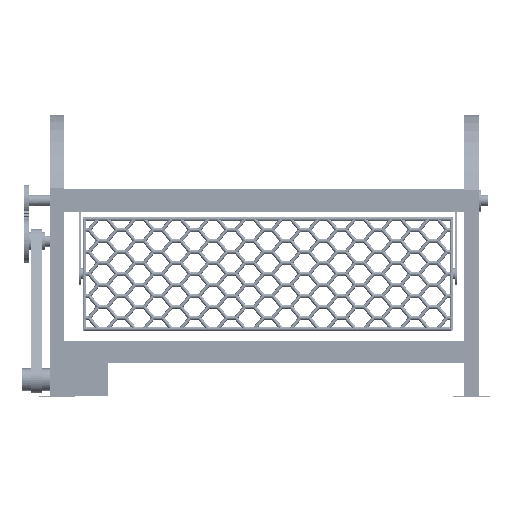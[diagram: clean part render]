
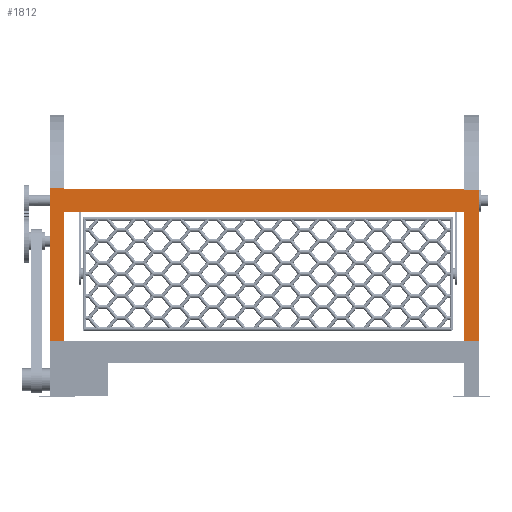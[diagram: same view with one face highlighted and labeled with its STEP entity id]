
A CAD part, front view. The second image highlights one B-rep face of the part: STEP entity #1812.
In plain terms, the highlighted free-form (B-spline) face has degree [1, 1] with [2, 2] control points.
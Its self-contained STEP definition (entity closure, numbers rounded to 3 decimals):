
#1379 = VERTEX_POINT('',#1380);
#1380 = CARTESIAN_POINT('',(-79.75,-21.387,
    -47.919));
#1516 = EDGE_CURVE('',#1517,#1519,#1521,.T.);
#1517 = VERTEX_POINT('',#1518);
#1518 = CARTESIAN_POINT('',(-79.75,-21.387,
    550.929));
#1519 = VERTEX_POINT('',#1520);
#1520 = CARTESIAN_POINT('',(-79.75,-21.387,
    555.226));
#1521 = B_SPLINE_CURVE_WITH_KNOTS('',1,(#1522,#1523),.UNSPECIFIED.,.F.,
  .F.,(2,2),(413.,415.963),.PIECEWISE_BEZIER_KNOTS.);
#1522 = CARTESIAN_POINT('',(-79.75,-21.387,
    550.929));
#1523 = CARTESIAN_POINT('',(-79.75,-21.387,
    555.226));
#1540 = VERTEX_POINT('',#1541);
#1541 = CARTESIAN_POINT('',(-79.75,-21.387,
    463.93));
#1546 = EDGE_CURVE('',#1379,#1540,#1547,.T.);
#1547 = B_SPLINE_CURVE_WITH_KNOTS('',1,(#1548,#1549),.UNSPECIFIED.,.F.,
  .F.,(2,2),(0.,353.),.PIECEWISE_BEZIER_KNOTS.);
#1548 = CARTESIAN_POINT('',(-79.75,-21.387,
    -47.919));
#1549 = CARTESIAN_POINT('',(-79.75,-21.387,
    463.93));
#1795 = VERTEX_POINT('',#1796);
#1796 = CARTESIAN_POINT('',(-137.75,-21.387,
    -47.919));
#1803 = EDGE_CURVE('',#1379,#1795,#1804,.T.);
#1804 = B_SPLINE_CURVE_WITH_KNOTS('',1,(#1805,#1806),.UNSPECIFIED.,.F.,
  .F.,(2,2),(0.,40.),.PIECEWISE_BEZIER_KNOTS.);
#1805 = CARTESIAN_POINT('',(-79.75,-21.387,
    -47.919));
#1806 = CARTESIAN_POINT('',(-137.75,-21.387,
    -47.919));
#1812 = ADVANCED_FACE('',(#1813),#1877,.T.);
#1813 = FACE_BOUND('',#1814,.T.);
#1814 = EDGE_LOOP('',(#1815,#1822,#1827,#1828,#1829,#1836,#1843,#1850,
    #1857,#1864,#1871,#1876));
#1815 = ORIENTED_EDGE('',*,*,#1816,.T.);
#1816 = EDGE_CURVE('',#1519,#1817,#1819,.T.);
#1817 = VERTEX_POINT('',#1818);
#1818 = CARTESIAN_POINT('',(-137.75,-21.387,
    555.226));
#1819 = B_SPLINE_CURVE_WITH_KNOTS('',1,(#1820,#1821),.UNSPECIFIED.,.F.,
  .F.,(2,2),(0.,40.),.PIECEWISE_BEZIER_KNOTS.);
#1820 = CARTESIAN_POINT('',(-79.75,-21.387,
    555.226));
#1821 = CARTESIAN_POINT('',(-137.75,-21.387,
    555.226));
#1822 = ORIENTED_EDGE('',*,*,#1823,.F.);
#1823 = EDGE_CURVE('',#1795,#1817,#1824,.T.);
#1824 = B_SPLINE_CURVE_WITH_KNOTS('',1,(#1825,#1826),.UNSPECIFIED.,.F.,
  .F.,(2,2),(-352.963,63.),.PIECEWISE_BEZIER_KNOTS.);
#1825 = CARTESIAN_POINT('',(-137.75,-21.387,
    -47.919));
#1826 = CARTESIAN_POINT('',(-137.75,-21.387,
    555.226));
#1827 = ORIENTED_EDGE('',*,*,#1803,.F.);
#1828 = ORIENTED_EDGE('',*,*,#1546,.T.);
#1829 = ORIENTED_EDGE('',*,*,#1830,.F.);
#1830 = EDGE_CURVE('',#1831,#1540,#1833,.T.);
#1831 = VERTEX_POINT('',#1832);
#1832 = CARTESIAN_POINT('',(1500.745,-21.387,
    463.93));
#1833 = B_SPLINE_CURVE_WITH_KNOTS('',1,(#1834,#1835),.UNSPECIFIED.,.F.,
  .F.,(2,2),(0.,1090.),.PIECEWISE_BEZIER_KNOTS.);
#1834 = CARTESIAN_POINT('',(1500.745,-21.387,
    463.93));
#1835 = CARTESIAN_POINT('',(-79.75,-21.387,
    463.93));
#1836 = ORIENTED_EDGE('',*,*,#1837,.F.);
#1837 = EDGE_CURVE('',#1838,#1831,#1840,.T.);
#1838 = VERTEX_POINT('',#1839);
#1839 = CARTESIAN_POINT('',(1500.745,-21.387,
    -47.919));
#1840 = B_SPLINE_CURVE_WITH_KNOTS('',1,(#1841,#1842),.UNSPECIFIED.,.F.,
  .F.,(2,2),(-352.963,0.037),
  .PIECEWISE_BEZIER_KNOTS.);
#1841 = CARTESIAN_POINT('',(1500.745,-21.387,
    -47.919));
#1842 = CARTESIAN_POINT('',(1500.745,-21.387,
    463.93));
#1843 = ORIENTED_EDGE('',*,*,#1844,.F.);
#1844 = EDGE_CURVE('',#1845,#1838,#1847,.T.);
#1845 = VERTEX_POINT('',#1846);
#1846 = CARTESIAN_POINT('',(1558.745,-21.387,
    -47.919));
#1847 = B_SPLINE_CURVE_WITH_KNOTS('',1,(#1848,#1849),.UNSPECIFIED.,.F.,
  .F.,(2,2),(0.,40.),.PIECEWISE_BEZIER_KNOTS.);
#1848 = CARTESIAN_POINT('',(1558.745,-21.387,
    -47.919));
#1849 = CARTESIAN_POINT('',(1500.745,-21.387,
    -47.919));
#1850 = ORIENTED_EDGE('',*,*,#1851,.T.);
#1851 = EDGE_CURVE('',#1845,#1852,#1854,.T.);
#1852 = VERTEX_POINT('',#1853);
#1853 = CARTESIAN_POINT('',(1558.745,-21.387,
    550.876));
#1854 = B_SPLINE_CURVE_WITH_KNOTS('',1,(#1855,#1856),.UNSPECIFIED.,.F.,
  .F.,(2,2),(0.,412.963),.PIECEWISE_BEZIER_KNOTS.);
#1855 = CARTESIAN_POINT('',(1558.745,-21.387,
    -47.919));
#1856 = CARTESIAN_POINT('',(1558.745,-21.387,
    550.876));
#1857 = ORIENTED_EDGE('',*,*,#1858,.T.);
#1858 = EDGE_CURVE('',#1852,#1859,#1861,.T.);
#1859 = VERTEX_POINT('',#1860);
#1860 = CARTESIAN_POINT('',(1500.745,-21.387,
    550.876));
#1861 = B_SPLINE_CURVE_WITH_KNOTS('',1,(#1862,#1863),.UNSPECIFIED.,.F.,
  .F.,(2,2),(0.,40.),.PIECEWISE_BEZIER_KNOTS.);
#1862 = CARTESIAN_POINT('',(1558.745,-21.387,
    550.876));
#1863 = CARTESIAN_POINT('',(1500.745,-21.387,
    550.876));
#1864 = ORIENTED_EDGE('',*,*,#1865,.T.);
#1865 = EDGE_CURVE('',#1859,#1866,#1868,.T.);
#1866 = VERTEX_POINT('',#1867);
#1867 = CARTESIAN_POINT('',(1500.745,-21.387,
    550.929));
#1868 = B_SPLINE_CURVE_WITH_KNOTS('',1,(#1869,#1870),.UNSPECIFIED.,.F.,
  .F.,(2,2),(59.963,60.),.PIECEWISE_BEZIER_KNOTS.);
#1869 = CARTESIAN_POINT('',(1500.745,-21.387,
    550.876));
#1870 = CARTESIAN_POINT('',(1500.745,-21.387,
    550.929));
#1871 = ORIENTED_EDGE('',*,*,#1872,.T.);
#1872 = EDGE_CURVE('',#1866,#1517,#1873,.T.);
#1873 = B_SPLINE_CURVE_WITH_KNOTS('',1,(#1874,#1875),.UNSPECIFIED.,.F.,
  .F.,(2,2),(0.,1090.),.PIECEWISE_BEZIER_KNOTS.);
#1874 = CARTESIAN_POINT('',(1500.745,-21.387,
    550.929));
#1875 = CARTESIAN_POINT('',(-79.75,-21.387,
    550.929));
#1876 = ORIENTED_EDGE('',*,*,#1516,.T.);
#1877 = B_SPLINE_SURFACE_WITH_KNOTS('',1,1,(
    (#1878,#1879)
    ,(#1880,#1881
    )),.UNSPECIFIED.,.F.,.F.,.F.,(2,2),(2,2),(-63.,352.963),(
    -40.,1130.),.PIECEWISE_BEZIER_KNOTS.);
#1878 = CARTESIAN_POINT('',(-137.75,-21.387,
    555.226));
#1879 = CARTESIAN_POINT('',(1558.745,-21.387,
    555.226));
#1880 = CARTESIAN_POINT('',(-137.75,-21.387,
    -47.919));
#1881 = CARTESIAN_POINT('',(1558.745,-21.387,
    -47.919));
